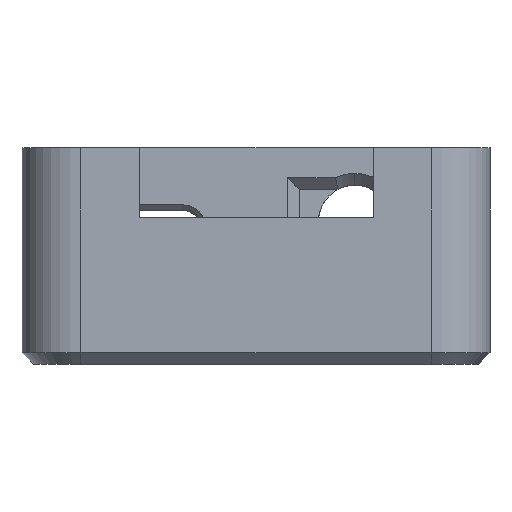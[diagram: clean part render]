
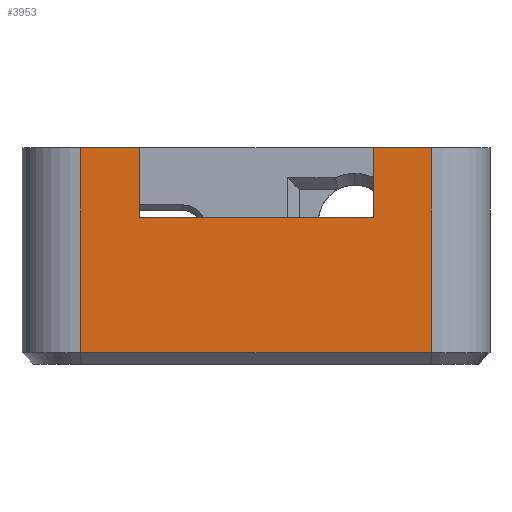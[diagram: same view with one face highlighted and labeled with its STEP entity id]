
A CAD part, left-side view. The second image highlights one B-rep face of the part: STEP entity #3953.
In plain terms, the highlighted planar face has unit normal (-1, 0, 0).
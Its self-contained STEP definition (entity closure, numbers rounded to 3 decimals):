
#238 = LINE ( 'NONE', #3287, #457 ) ;
#241 = DIRECTION ( 'NONE',  ( 0., -1., 0. ) ) ;
#393 = VERTEX_POINT ( 'NONE', #2461 ) ;
#443 = VECTOR ( 'NONE', #1495, 1000. ) ;
#457 = VECTOR ( 'NONE', #4856, 1000. ) ;
#476 = DIRECTION ( 'NONE',  ( 0., 0., -1. ) ) ;
#499 = EDGE_CURVE ( 'NONE', #3176, #4733, #5024, .T. ) ;
#598 = CARTESIAN_POINT ( 'NONE',  ( -43., 15., 18.5 ) ) ;
#656 = ORIENTED_EDGE ( 'NONE', *, *, #5026, .F. ) ;
#719 = CARTESIAN_POINT ( 'NONE',  ( -43., -10., 18.5 ) ) ;
#733 = VECTOR ( 'NONE', #241, 1000. ) ;
#847 = ORIENTED_EDGE ( 'NONE', *, *, #1494, .T. ) ;
#877 = PLANE ( 'NONE',  #2271 ) ;
#904 = DIRECTION ( 'NONE',  ( 1., 0., 0. ) ) ;
#929 = VERTEX_POINT ( 'NONE', #1080 ) ;
#1080 = CARTESIAN_POINT ( 'NONE',  ( -43., -15., 18.5 ) ) ;
#1202 = LINE ( 'NONE', #3616, #3838 ) ;
#1427 = EDGE_CURVE ( 'NONE', #929, #2515, #3921, .T. ) ;
#1494 = EDGE_CURVE ( 'NONE', #4684, #2515, #4759, .T. ) ;
#1495 = DIRECTION ( 'NONE',  ( 0., 0., -1. ) ) ;
#1685 = EDGE_CURVE ( 'NONE', #1868, #929, #3001, .T. ) ;
#1868 = VERTEX_POINT ( 'NONE', #2455 ) ;
#1891 = CARTESIAN_POINT ( 'NONE',  ( -43., -15., 1. ) ) ;
#1912 = ORIENTED_EDGE ( 'NONE', *, *, #499, .F. ) ;
#2072 = DIRECTION ( 'NONE',  ( 0., 0., 1. ) ) ;
#2099 = LINE ( 'NONE', #4805, #3016 ) ;
#2107 = FACE_OUTER_BOUND ( 'NONE', #2608, .T. ) ;
#2271 = AXIS2_PLACEMENT_3D ( 'NONE', #2413, #904, #3604 ) ;
#2381 = CARTESIAN_POINT ( 'NONE',  ( -43., 15., 18.5 ) ) ;
#2388 = LINE ( 'NONE', #4375, #443 ) ;
#2413 = CARTESIAN_POINT ( 'NONE',  ( -43., 15., 2. ) ) ;
#2430 = DIRECTION ( 'NONE',  ( 0., -1., 0. ) ) ;
#2455 = CARTESIAN_POINT ( 'NONE',  ( -43., -10., 18.5 ) ) ;
#2461 = CARTESIAN_POINT ( 'NONE',  ( -43., 10., 12.5 ) ) ;
#2462 = CARTESIAN_POINT ( 'NONE',  ( -43., -15., 2. ) ) ;
#2515 = VERTEX_POINT ( 'NONE', #1891 ) ;
#2575 = VERTEX_POINT ( 'NONE', #3376 ) ;
#2608 = EDGE_LOOP ( 'NONE', ( #656, #2905, #3447, #1912, #2613, #847, #4259, #3710 ) ) ;
#2613 = ORIENTED_EDGE ( 'NONE', *, *, #2661, .T. ) ;
#2661 = EDGE_CURVE ( 'NONE', #3176, #4684, #2388, .T. ) ;
#2662 = CARTESIAN_POINT ( 'NONE',  ( -43., 10., 18.5 ) ) ;
#2674 = VECTOR ( 'NONE', #476, 1000. ) ;
#2687 = CARTESIAN_POINT ( 'NONE',  ( -43., 15., 1. ) ) ;
#2741 = CARTESIAN_POINT ( 'NONE',  ( -43., -15., 1. ) ) ;
#2798 = DIRECTION ( 'NONE',  ( 0., -1., 0. ) ) ;
#2905 = ORIENTED_EDGE ( 'NONE', *, *, #3202, .F. ) ;
#3001 = LINE ( 'NONE', #719, #4572 ) ;
#3016 = VECTOR ( 'NONE', #2430, 1000. ) ;
#3176 = VERTEX_POINT ( 'NONE', #2381 ) ;
#3202 = EDGE_CURVE ( 'NONE', #393, #2575, #2099, .T. ) ;
#3287 = CARTESIAN_POINT ( 'NONE',  ( -43., -10., 12. ) ) ;
#3376 = CARTESIAN_POINT ( 'NONE',  ( -43., -10., 12.5 ) ) ;
#3447 = ORIENTED_EDGE ( 'NONE', *, *, #4796, .T. ) ;
#3604 = DIRECTION ( 'NONE',  ( 0., 1., 0. ) ) ;
#3616 = CARTESIAN_POINT ( 'NONE',  ( -43., 10., 12. ) ) ;
#3710 = ORIENTED_EDGE ( 'NONE', *, *, #1685, .F. ) ;
#3838 = VECTOR ( 'NONE', #2072, 1000. ) ;
#3921 = LINE ( 'NONE', #2462, #2674 ) ;
#3953 = ADVANCED_FACE ( 'NONE', ( #2107 ), #877, .F. ) ;
#4180 = DIRECTION ( 'NONE',  ( 0., -1., 0. ) ) ;
#4259 = ORIENTED_EDGE ( 'NONE', *, *, #1427, .F. ) ;
#4317 = VECTOR ( 'NONE', #2798, 1000. ) ;
#4375 = CARTESIAN_POINT ( 'NONE',  ( -43., 15., 2. ) ) ;
#4572 = VECTOR ( 'NONE', #4180, 1000. ) ;
#4684 = VERTEX_POINT ( 'NONE', #2687 ) ;
#4733 = VERTEX_POINT ( 'NONE', #2662 ) ;
#4759 = LINE ( 'NONE', #2741, #4317 ) ;
#4796 = EDGE_CURVE ( 'NONE', #393, #4733, #1202, .T. ) ;
#4805 = CARTESIAN_POINT ( 'NONE',  ( -43., 10., 12.5 ) ) ;
#4856 = DIRECTION ( 'NONE',  ( 0., 0., 1. ) ) ;
#5024 = LINE ( 'NONE', #598, #733 ) ;
#5026 = EDGE_CURVE ( 'NONE', #2575, #1868, #238, .T. ) ;
